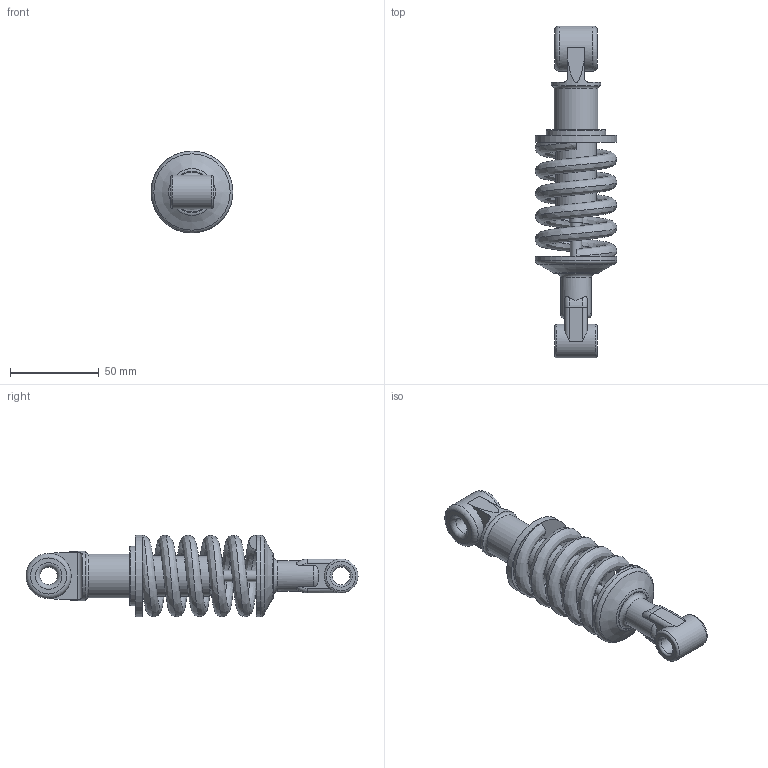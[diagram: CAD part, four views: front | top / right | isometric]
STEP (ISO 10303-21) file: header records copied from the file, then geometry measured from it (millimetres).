
FILE_DESCRIPTION(/* description */ (''),/* implementation_level */ '2;1');
FILE_NAME(/* name */ 'Shock Assembly.stp',/* time_stamp */ '2022-09-14T17:49:48-07:00',/* author */ ('Hailin Truman'),/* organization */ (''),/* preprocessor_version */ 'ST-DEVELOPER v18.1',/* originating_system */ 'Autodesk Inventor 2022',/* authorisation */ '');
FILE_SCHEMA (('AUTOMOTIVE_DESIGN { 1 0 10303 214 3 1 1 }'));
Length unit declared in the file: inch
Products named in the file (5): Shock Assembly; Shock Absorber Rod; Shock Anchor; Shock Spring; Shock Tube 1
Assembly tree (4 placements, depth 2):
  Shock Assembly
    Shock Absorber Rod
    Shock Anchor
    Shock Spring
    Shock Tube 1
Bounding box: 46 x 186.78 x 46 mm (x, y, z)
Volume: 104374.1 mm3; surface area: 36343 mm2
Topology: 4 solids, 4 shells, 73 faces, 164 edges, 104 vertices
Faces by surface type: plane 27, cylinder 22, torus 20, bspline 3, cone 1
Full cylindrical faces by diameter (mm): 6.35 x2, 7.62 x1, 9.833 x1, 10 x1, 17.323 x1, 19.05 x1, 22.86 x1, 24.655 x1, 25.4 x1, 27.94 x1, 33.375 x1, 46 x2
Entity records: 3835 total; most frequent: CARTESIAN_POINT 1947, DIRECTION 395, ORIENTED_EDGE 328, AXIS2_PLACEMENT_3D 173, EDGE_CURVE 164, VERTEX_POINT 104, CIRCLE 91, EDGE_LOOP 82
